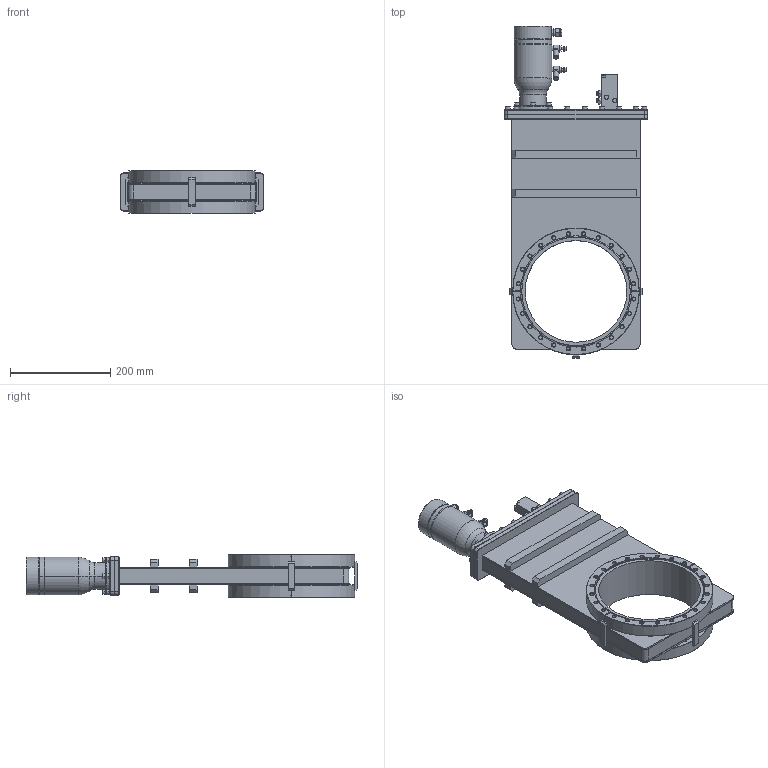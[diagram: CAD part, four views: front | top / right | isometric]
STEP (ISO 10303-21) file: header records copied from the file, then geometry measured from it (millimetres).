
FILE_DESCRIPTION((''),'2;1');
FILE_NAME('11212-0800R','2011-02-02T',('jd'),(''),'PRO/ENGINEER BY PARAMETRIC TECHNOLOGY CORPORATION, 2010280','PRO/ENGINEER BY PARAMETRIC TECHNOLOGY CORPORATION, 2010280','');
FILE_SCHEMA(('CONFIG_CONTROL_DESIGN'));
Length unit declared in the file: inch
Products named in the file (1): 11212-0800R
Bounding box: 285.75 x 663.32 x 84.96 mm (x, y, z)
Volume: 5233559.9 mm3; surface area: 516135.3 mm2
Topology: 4 solids, 54 shells, 1163 faces, 2690 edges, 1712 vertices
Faces by surface type: plane 551, cylinder 350, cone 244, torus 16, sphere 2
Entity records: 33322 total; most frequent: CARTESIAN_POINT 6298, DIRECTION 5937, ORIENTED_EDGE 5180, EDGE_CURVE 2690, AXIS2_PLACEMENT_3D 2257, VERTEX_POINT 1712, VECTOR 1423, LINE 1423
